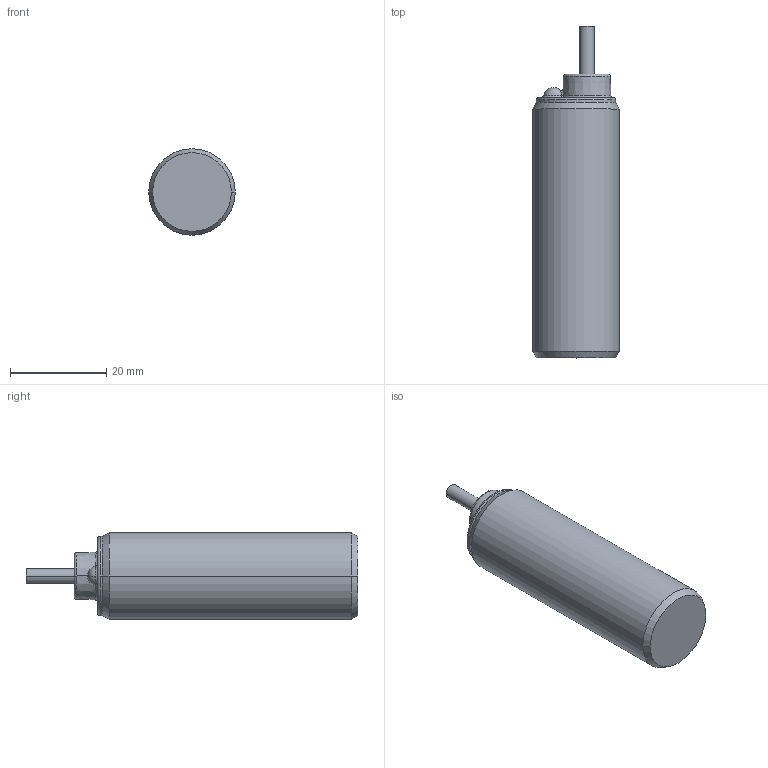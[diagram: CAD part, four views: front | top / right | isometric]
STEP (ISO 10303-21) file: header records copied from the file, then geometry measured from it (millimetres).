
FILE_DESCRIPTION((''),'2;1');
FILE_NAME('DM_CAD-1646A_SW0001','2016-06-15T',('creinig-se'),(''),'PRO/ENGINEER BY PARAMETRIC TECHNOLOGY CORPORATION, 2015440','PRO/ENGINEER BY PARAMETRIC TECHNOLOGY CORPORATION, 2015440','');
FILE_SCHEMA(('CONFIG_CONTROL_DESIGN'));
Length unit declared in the file: millimetre
Products named in the file (1): DM_CAD-1646A_SW0001
Bounding box: 18 x 69.1 x 18 mm (x, y, z)
Volume: 14153.8 mm3; surface area: 3729.5 mm2
Topology: 1 solids, 1 shells, 32 faces, 124 edges, 145 vertices
Faces by surface type: bspline 8, cylinder 6, cone 6, plane 5, torus 5, sphere 2
Entity records: 1994 total; most frequent: CARTESIAN_POINT 622, DIRECTION 205, ORIENTED_EDGE 142, PRESENTATION_STYLE_ASSIGNMENT 84, STYLED_ITEM 84, AXIS2_PLACEMENT_3D 79, EDGE_CURVE 71, CIRCLE 54
